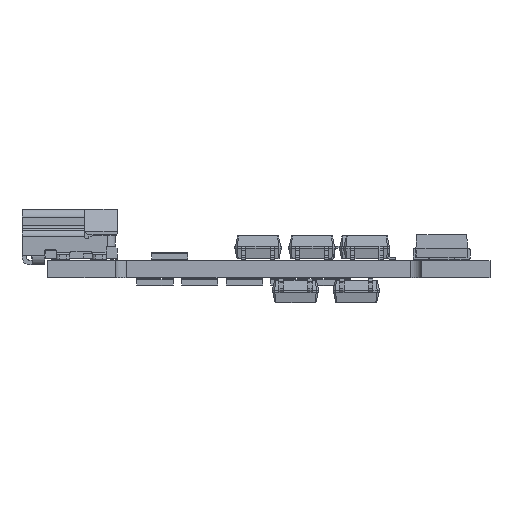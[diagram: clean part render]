
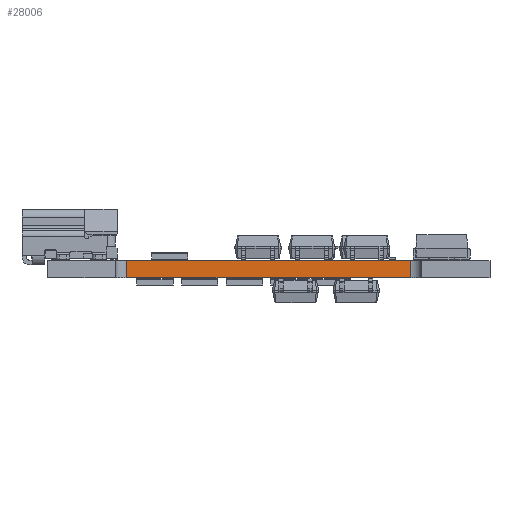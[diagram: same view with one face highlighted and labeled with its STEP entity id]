
A CAD part, front view. The second image highlights one B-rep face of the part: STEP entity #28006.
In plain terms, the highlighted planar face has unit normal (0.006, -1, 0).
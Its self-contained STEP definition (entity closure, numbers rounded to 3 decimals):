
#27156 = VERTEX_POINT('',#27157);
#27157 = CARTESIAN_POINT('',(85.42,-158.95,0.));
#27164 = EDGE_CURVE('',#27165,#27156,#27167,.T.);
#27165 = VERTEX_POINT('',#27166);
#27166 = CARTESIAN_POINT('',(110.41,-158.81,0.));
#27167 = LINE('',#27168,#27169);
#27168 = CARTESIAN_POINT('',(110.41,-158.81,0.));
#27169 = VECTOR('',#27170,1.);
#27170 = DIRECTION('',(-1.,-0.006,0.));
#27575 = VERTEX_POINT('',#27576);
#27576 = CARTESIAN_POINT('',(85.42,-158.95,1.51));
#27583 = EDGE_CURVE('',#27584,#27575,#27586,.T.);
#27584 = VERTEX_POINT('',#27585);
#27585 = CARTESIAN_POINT('',(110.41,-158.81,1.51));
#27586 = LINE('',#27587,#27588);
#27587 = CARTESIAN_POINT('',(110.41,-158.81,1.51));
#27588 = VECTOR('',#27589,1.);
#27589 = DIRECTION('',(-1.,-0.006,0.));
#27978 = EDGE_CURVE('',#27165,#27584,#27979,.T.);
#27979 = LINE('',#27980,#27981);
#27980 = CARTESIAN_POINT('',(110.41,-158.81,0.));
#27981 = VECTOR('',#27982,1.);
#27982 = DIRECTION('',(0.,0.,1.));
#28006 = ADVANCED_FACE('',(#28007),#28018,.T.);
#28007 = FACE_BOUND('',#28008,.T.);
#28008 = EDGE_LOOP('',(#28009,#28010,#28011,#28017));
#28009 = ORIENTED_EDGE('',*,*,#27978,.T.);
#28010 = ORIENTED_EDGE('',*,*,#27583,.T.);
#28011 = ORIENTED_EDGE('',*,*,#28012,.F.);
#28012 = EDGE_CURVE('',#27156,#27575,#28013,.T.);
#28013 = LINE('',#28014,#28015);
#28014 = CARTESIAN_POINT('',(85.42,-158.95,0.));
#28015 = VECTOR('',#28016,1.);
#28016 = DIRECTION('',(0.,0.,1.));
#28017 = ORIENTED_EDGE('',*,*,#27164,.F.);
#28018 = PLANE('',#28019);
#28019 = AXIS2_PLACEMENT_3D('',#28020,#28021,#28022);
#28020 = CARTESIAN_POINT('',(110.41,-158.81,0.));
#28021 = DIRECTION('',(0.006,-1.,0.));
#28022 = DIRECTION('',(-1.,-0.006,0.));
